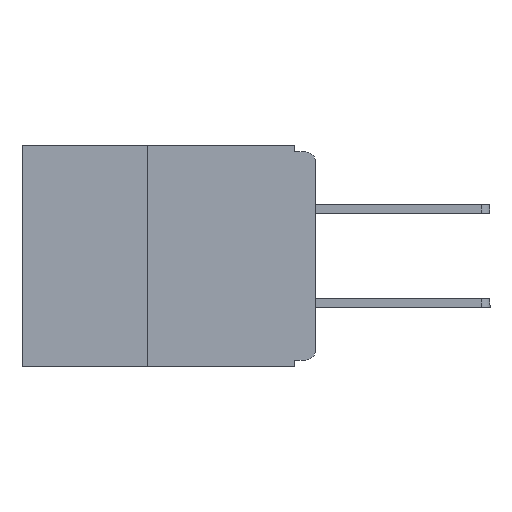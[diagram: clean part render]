
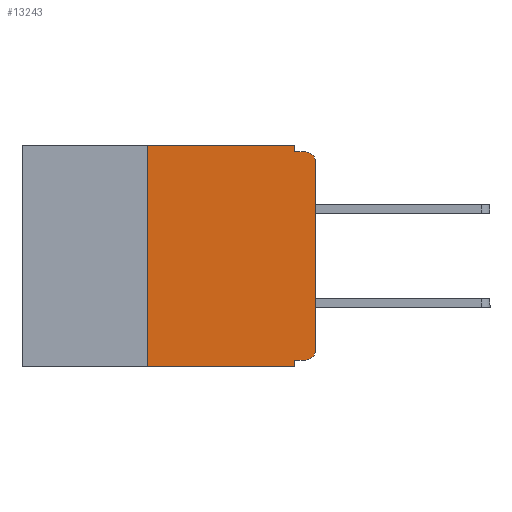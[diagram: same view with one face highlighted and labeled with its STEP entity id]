
A CAD part, left-side view. The second image highlights one B-rep face of the part: STEP entity #13243.
In plain terms, the highlighted planar face has unit normal (-1, 0, 0).
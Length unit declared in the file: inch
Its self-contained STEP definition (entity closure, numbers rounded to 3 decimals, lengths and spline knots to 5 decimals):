
#22 = DIRECTION ( 'NONE',  ( 0., -1., 0. ) ) ;
#166 = EDGE_CURVE ( 'NONE', #8176, #8497, #15304, .T. ) ;
#223 = CARTESIAN_POINT ( 'NONE',  ( 0., 0.25, 0. ) ) ;
#410 = VERTEX_POINT ( 'NONE', #13676 ) ;
#845 = DIRECTION ( 'NONE',  ( 0., -1., 0. ) ) ;
#1924 = CARTESIAN_POINT ( 'NONE',  ( 0., 0., -0.305 ) ) ;
#2299 = DIRECTION ( 'NONE',  ( 0., 0., 1. ) ) ;
#2598 = VECTOR ( 'NONE', #8104, 39.37008 ) ;
#2676 = EDGE_CURVE ( 'NONE', #12364, #19124, #16673, .T. ) ;
#2771 = CARTESIAN_POINT ( 'NONE',  ( 0., 0., 0. ) ) ;
#3027 = CIRCLE ( 'NONE', #19431, 0.015 ) ;
#4023 = EDGE_CURVE ( 'NONE', #12286, #15219, #8905, .T. ) ;
#4082 = FACE_OUTER_BOUND ( 'NONE', #6570, .T. ) ;
#4880 = CARTESIAN_POINT ( 'NONE',  ( 0., 0.031, -0.33 ) ) ;
#4963 = VECTOR ( 'NONE', #9847, 39.37008 ) ;
#5064 = DIRECTION ( 'NONE',  ( 0., 0., 1. ) ) ;
#5251 = DIRECTION ( 'NONE',  ( 0., 0., -1. ) ) ;
#5320 = CARTESIAN_POINT ( 'NONE',  ( 0., 0.031, 0. ) ) ;
#5546 = EDGE_CURVE ( 'NONE', #9096, #12364, #18452, .T. ) ;
#6491 = CARTESIAN_POINT ( 'NONE',  ( 0., 0.015, -0.32 ) ) ;
#6492 = DIRECTION ( 'NONE',  ( 0., 0., -1. ) ) ;
#6538 = DIRECTION ( 'NONE',  ( -1., 0., 0. ) ) ;
#6561 = CARTESIAN_POINT ( 'NONE',  ( 0., 0.015, -0.305 ) ) ;
#6570 = EDGE_LOOP ( 'NONE', ( #15973, #14121, #13813, #13926, #13681, #14856, #17127, #7230, #17549, #13524 ) ) ;
#7144 = DIRECTION ( 'NONE',  ( 1., 0., 0. ) ) ;
#7161 = CARTESIAN_POINT ( 'NONE',  ( 0., 0.015, -0.025 ) ) ;
#7171 = LINE ( 'NONE', #12844, #14798 ) ;
#7196 = VECTOR ( 'NONE', #22, 39.37008 ) ;
#7230 = ORIENTED_EDGE ( 'NONE', *, *, #10251, .F. ) ;
#7776 = CARTESIAN_POINT ( 'NONE',  ( 0., 0.031, -0.32 ) ) ;
#7786 = VERTEX_POINT ( 'NONE', #223 ) ;
#8104 = DIRECTION ( 'NONE',  ( 0., 1., 0. ) ) ;
#8176 = VERTEX_POINT ( 'NONE', #10074 ) ;
#8436 = VECTOR ( 'NONE', #5251, 39.37008 ) ;
#8497 = VERTEX_POINT ( 'NONE', #4880 ) ;
#8629 = DIRECTION ( 'NONE',  ( 0., 0., -1. ) ) ;
#8798 = AXIS2_PLACEMENT_3D ( 'NONE', #10103, #7144, #17811 ) ;
#8905 = LINE ( 'NONE', #5320, #8436 ) ;
#9096 = VERTEX_POINT ( 'NONE', #6491 ) ;
#9128 = LINE ( 'NONE', #9513, #12267 ) ;
#9189 = CARTESIAN_POINT ( 'NONE',  ( 0., 0., -0.025 ) ) ;
#9470 = VECTOR ( 'NONE', #2299, 39.37008 ) ;
#9513 = CARTESIAN_POINT ( 'NONE',  ( 0., 0.25, -0.33 ) ) ;
#9847 = DIRECTION ( 'NONE',  ( 0., -1., 0. ) ) ;
#10074 = CARTESIAN_POINT ( 'NONE',  ( 0., 0.25, -0.33 ) ) ;
#10103 = CARTESIAN_POINT ( 'NONE',  ( 0., 0.437, 0. ) ) ;
#10251 = EDGE_CURVE ( 'NONE', #13534, #8497, #10608, .T. ) ;
#10608 = LINE ( 'NONE', #12167, #14211 ) ;
#10731 = DIRECTION ( 'NONE',  ( 0., 0., -1. ) ) ;
#11230 = EDGE_CURVE ( 'NONE', #8176, #7786, #9128, .T. ) ;
#11311 = CARTESIAN_POINT ( 'NONE',  ( 0., 0., -0.32 ) ) ;
#11940 = EDGE_CURVE ( 'NONE', #7786, #12286, #7171, .T. ) ;
#12167 = CARTESIAN_POINT ( 'NONE',  ( 0., 0.031, -0.33 ) ) ;
#12267 = VECTOR ( 'NONE', #5064, 39.37008 ) ;
#12286 = VERTEX_POINT ( 'NONE', #18453 ) ;
#12364 = VERTEX_POINT ( 'NONE', #1924 ) ;
#12844 = CARTESIAN_POINT ( 'NONE',  ( 0., 0.437, 0. ) ) ;
#13243 = ADVANCED_FACE ( 'NONE', ( #4082 ), #16288, .F. ) ;
#13524 = ORIENTED_EDGE ( 'NONE', *, *, #5546, .T. ) ;
#13534 = VERTEX_POINT ( 'NONE', #7776 ) ;
#13614 = AXIS2_PLACEMENT_3D ( 'NONE', #6561, #6538, #6492 ) ;
#13676 = CARTESIAN_POINT ( 'NONE',  ( 0., 0.015, -0.01 ) ) ;
#13681 = ORIENTED_EDGE ( 'NONE', *, *, #11940, .F. ) ;
#13813 = ORIENTED_EDGE ( 'NONE', *, *, #14510, .F. ) ;
#13926 = ORIENTED_EDGE ( 'NONE', *, *, #4023, .F. ) ;
#14121 = ORIENTED_EDGE ( 'NONE', *, *, #16473, .T. ) ;
#14211 = VECTOR ( 'NONE', #10731, 39.37008 ) ;
#14510 = EDGE_CURVE ( 'NONE', #15219, #410, #17072, .T. ) ;
#14798 = VECTOR ( 'NONE', #845, 39.37008 ) ;
#14856 = ORIENTED_EDGE ( 'NONE', *, *, #11230, .F. ) ;
#15140 = EDGE_CURVE ( 'NONE', #9096, #13534, #19188, .T. ) ;
#15219 = VERTEX_POINT ( 'NONE', #16141 ) ;
#15304 = LINE ( 'NONE', #15418, #7196 ) ;
#15418 = CARTESIAN_POINT ( 'NONE',  ( 0., 0.437, -0.33 ) ) ;
#15973 = ORIENTED_EDGE ( 'NONE', *, *, #2676, .T. ) ;
#16141 = CARTESIAN_POINT ( 'NONE',  ( 0., 0.031, -0.01 ) ) ;
#16288 = PLANE ( 'NONE',  #8798 ) ;
#16473 = EDGE_CURVE ( 'NONE', #19124, #410, #3027, .T. ) ;
#16673 = LINE ( 'NONE', #2771, #9470 ) ;
#17072 = LINE ( 'NONE', #19011, #4963 ) ;
#17127 = ORIENTED_EDGE ( 'NONE', *, *, #166, .T. ) ;
#17549 = ORIENTED_EDGE ( 'NONE', *, *, #15140, .F. ) ;
#17811 = DIRECTION ( 'NONE',  ( 0., 0., -1. ) ) ;
#17827 = DIRECTION ( 'NONE',  ( -1., 0., 0. ) ) ;
#18452 = CIRCLE ( 'NONE', #13614, 0.015 ) ;
#18453 = CARTESIAN_POINT ( 'NONE',  ( 0., 0.031, 0. ) ) ;
#19011 = CARTESIAN_POINT ( 'NONE',  ( 0., 0., -0.01 ) ) ;
#19124 = VERTEX_POINT ( 'NONE', #9189 ) ;
#19188 = LINE ( 'NONE', #11311, #2598 ) ;
#19431 = AXIS2_PLACEMENT_3D ( 'NONE', #7161, #17827, #8629 ) ;
